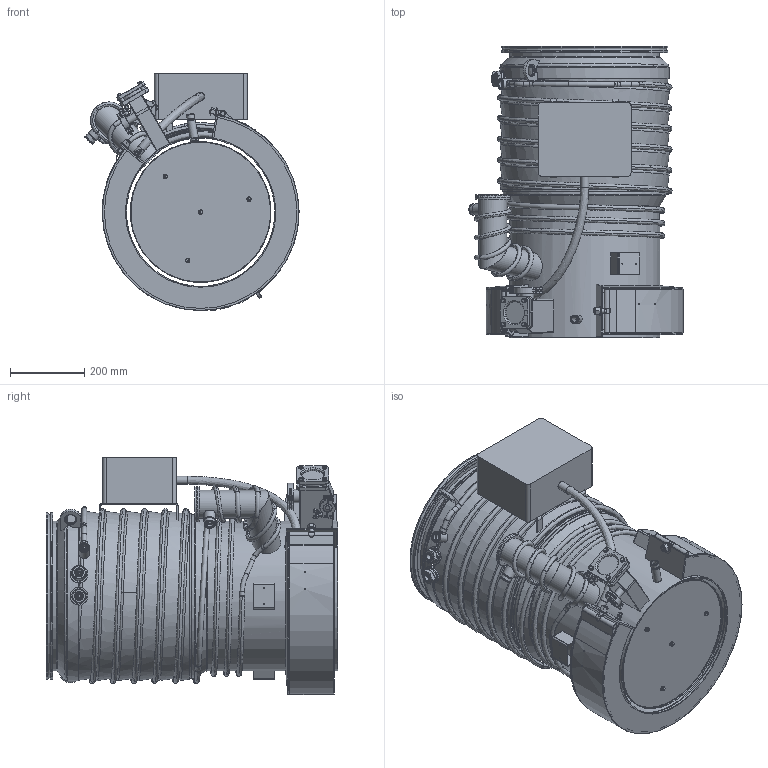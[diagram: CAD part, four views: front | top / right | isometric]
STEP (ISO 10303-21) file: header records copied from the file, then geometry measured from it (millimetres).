
FILE_DESCRIPTION(('STEP AP242'), '1');
FILE_NAME('ÍÄ-400 ãàáàðèò', '2023-09-14T12:57:55', (''), (''), 'C3D Converter', 'C3D Toolkit', '');
FILE_SCHEMA(('AP242_MANAGED_MODEL_BASED_3D_ENGINEERING_MIM_LF { 1 0 10303 442 1 1 4 }'));
Length unit declared in the file: millimetre
Bounding box: 577.74 x 785 x 639.58 mm (x, y, z)
Surface area: 3148499.9 mm2 (no closed solid volume)
Topology: 0 solids, 117 shells, 1043 faces, 3124 edges, 2135 vertices
Faces by surface type: plane 380, cylinder 368, torus 156, bspline 74, cone 64, sphere 1
Full cylindrical faces by diameter (mm): 3 x2, 3.1 x1, 3.35 x16, 3.4 x6, 4.65 x2, 5.9 x2, 6 x1, 10 x8, 10.8 x2, 12 x25, 13.5 x2, 14 x7, 14.2 x1, 15 x2, 16 x3, 18 x2, 18.6 x2, 18.7 x1, 20 x1, 21.5 x2, 22 x4, 24 x4, 25.3 x2, 28 x2, 30 x4, 31.5 x1, 36 x1, 39 x2, 40 x3, 48 x2
Entity records: 78910 total; most frequent: CARTESIAN_POINT 52482, DIRECTION 5541, ORIENTED_EDGE 4637, EDGE_CURVE 2889, AXIS2_PLACEMENT_3D 2226, VERTEX_POINT 2131, EDGE_LOOP 1436, CIRCLE 1256
